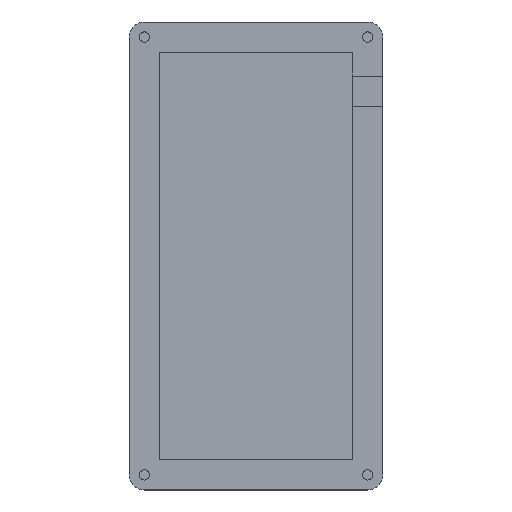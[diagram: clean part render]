
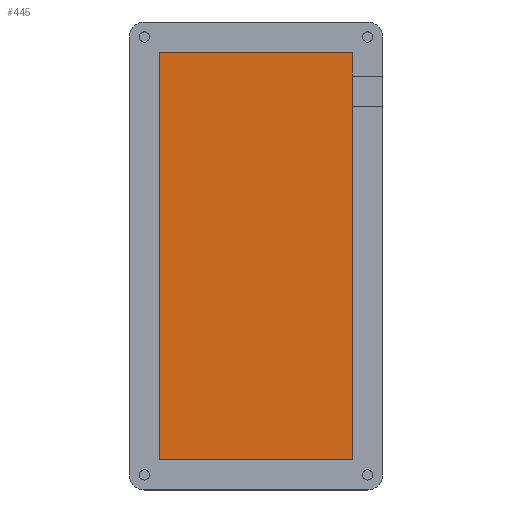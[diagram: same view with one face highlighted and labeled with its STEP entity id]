
A CAD part, top view. The second image highlights one B-rep face of the part: STEP entity #445.
In plain terms, the highlighted planar face has unit normal (0, 0, 1).
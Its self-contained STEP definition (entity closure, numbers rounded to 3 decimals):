
#63=FACE_OUTER_BOUND('',#93,.T.);
#93=EDGE_LOOP('',(#363,#364,#365,#366));
#119=LINE('',#687,#163);
#124=LINE('',#696,#168);
#142=LINE('',#756,#186);
#143=LINE('',#757,#187);
#163=VECTOR('',#545,10.);
#168=VECTOR('',#552,10.);
#186=VECTOR('',#610,10.);
#187=VECTOR('',#611,10.);
#204=VERTEX_POINT('',#684);
#205=VERTEX_POINT('',#686);
#208=VERTEX_POINT('',#694);
#230=VERTEX_POINT('',#755);
#247=EDGE_CURVE('',#204,#205,#119,.T.);
#252=EDGE_CURVE('',#208,#204,#124,.T.);
#282=EDGE_CURVE('',#230,#208,#142,.T.);
#283=EDGE_CURVE('',#205,#230,#143,.T.);
#363=ORIENTED_EDGE('',*,*,#282,.F.);
#364=ORIENTED_EDGE('',*,*,#283,.F.);
#365=ORIENTED_EDGE('',*,*,#247,.F.);
#366=ORIENTED_EDGE('',*,*,#252,.F.);
#423=PLANE('',#499);
#445=ADVANCED_FACE('',(#63),#423,.T.);
#499=AXIS2_PLACEMENT_3D('',#754,#608,#609);
#545=DIRECTION('',(0.,-1.,0.));
#552=DIRECTION('',(1.,0.,0.));
#608=DIRECTION('center_axis',(0.,0.,1.));
#609=DIRECTION('ref_axis',(1.,0.,0.));
#610=DIRECTION('',(0.,1.,0.));
#611=DIRECTION('',(-1.,0.,0.));
#684=CARTESIAN_POINT('',(13.272,87.997,3.));
#686=CARTESIAN_POINT('',(13.272,-47.733,3.));
#687=CARTESIAN_POINT('',(13.272,54.065,3.));
#694=CARTESIAN_POINT('',(-51.018,87.997,3.));
#696=CARTESIAN_POINT('',(-34.946,87.997,3.));
#754=CARTESIAN_POINT('Origin',(-18.873,20.132,3.));
#755=CARTESIAN_POINT('',(-51.018,-47.733,3.));
#756=CARTESIAN_POINT('',(-51.018,-13.8,3.));
#757=CARTESIAN_POINT('',(-2.801,-47.733,3.));
